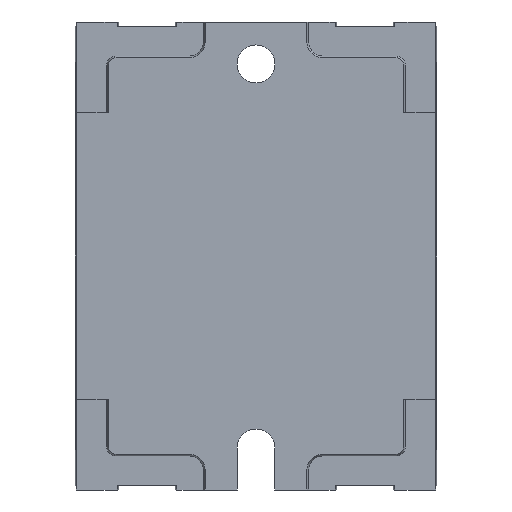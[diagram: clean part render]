
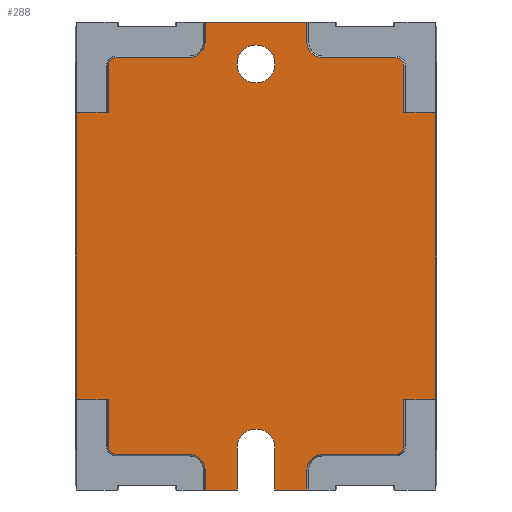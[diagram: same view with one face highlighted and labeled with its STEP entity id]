
A CAD part, left-side view. The second image highlights one B-rep face of the part: STEP entity #288.
In plain terms, the highlighted planar face has unit normal (-1, 0, 0).
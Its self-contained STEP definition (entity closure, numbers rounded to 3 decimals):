
#288=ADVANCED_FACE('',(#745,#746),#531,.T.);
#531=PLANE('',#4927);
#745=FACE_BOUND('',#832,.T.);
#746=FACE_BOUND('',#833,.T.);
#832=EDGE_LOOP('',(#2441,#2442,#2443,#2444,#2445,#2446,#2447,#2448,#2449,
#2450,#2451,#2452,#2453,#2454,#2455,#2456,#2457,#2458,#2459,#2460,#2461,
#2462,#2463,#2464,#2465,#2466,#2467,#2468,#2469,#2470,#2471,#2472));
#833=EDGE_LOOP('',(#2473));
#1110=LINE('',#6458,#1748);
#1143=LINE('',#6531,#1781);
#1151=LINE('',#6547,#1789);
#1152=LINE('',#6549,#1790);
#1155=LINE('',#6555,#1793);
#1156=LINE('',#6560,#1794);
#1157=LINE('',#6564,#1795);
#1158=LINE('',#6566,#1796);
#1159=LINE('',#6568,#1797);
#1160=LINE('',#6572,#1798);
#1161=LINE('',#6574,#1799);
#1162=LINE('',#6576,#1800);
#1163=LINE('',#6580,#1801);
#1164=LINE('',#6583,#1802);
#1165=LINE('',#6586,#1803);
#1166=LINE('',#6590,#1804);
#1167=LINE('',#6592,#1805);
#1168=LINE('',#6594,#1806);
#1169=LINE('',#6598,#1807);
#1170=LINE('',#6602,#1808);
#1171=LINE('',#6604,#1809);
#1172=LINE('',#6606,#1810);
#1173=LINE('',#6608,#1811);
#1748=VECTOR('',#5220,1.);
#1781=VECTOR('',#5267,1.);
#1789=VECTOR('',#5277,1.);
#1790=VECTOR('',#5280,1.);
#1793=VECTOR('',#5285,1.);
#1794=VECTOR('',#5288,1.);
#1795=VECTOR('',#5291,1.);
#1796=VECTOR('',#5292,1.);
#1797=VECTOR('',#5293,1.);
#1798=VECTOR('',#5296,1.);
#1799=VECTOR('',#5297,1.);
#1800=VECTOR('',#5298,1.);
#1801=VECTOR('',#5301,1.);
#1802=VECTOR('',#5304,1.);
#1803=VECTOR('',#5307,1.);
#1804=VECTOR('',#5310,1.);
#1805=VECTOR('',#5311,1.);
#1806=VECTOR('',#5312,1.);
#1807=VECTOR('',#5315,1.);
#1808=VECTOR('',#5318,1.);
#1809=VECTOR('',#5319,1.);
#1810=VECTOR('',#5320,1.);
#1811=VECTOR('',#5321,1.);
#2441=ORIENTED_EDGE('',*,*,#4214,.F.);
#2442=ORIENTED_EDGE('',*,*,#4215,.F.);
#2443=ORIENTED_EDGE('',*,*,#4216,.F.);
#2444=ORIENTED_EDGE('',*,*,#4217,.F.);
#2445=ORIENTED_EDGE('',*,*,#4218,.F.);
#2446=ORIENTED_EDGE('',*,*,#4219,.T.);
#2447=ORIENTED_EDGE('',*,*,#4220,.T.);
#2448=ORIENTED_EDGE('',*,*,#4221,.T.);
#2449=ORIENTED_EDGE('',*,*,#4222,.T.);
#2450=ORIENTED_EDGE('',*,*,#4223,.T.);
#2451=ORIENTED_EDGE('',*,*,#4224,.F.);
#2452=ORIENTED_EDGE('',*,*,#4225,.F.);
#2453=ORIENTED_EDGE('',*,*,#4226,.F.);
#2454=ORIENTED_EDGE('',*,*,#4227,.F.);
#2455=ORIENTED_EDGE('',*,*,#4211,.F.);
#2456=ORIENTED_EDGE('',*,*,#4168,.T.);
#2457=ORIENTED_EDGE('',*,*,#4202,.T.);
#2458=ORIENTED_EDGE('',*,*,#4228,.F.);
#2459=ORIENTED_EDGE('',*,*,#4210,.F.);
#2460=ORIENTED_EDGE('',*,*,#4229,.F.);
#2461=ORIENTED_EDGE('',*,*,#4230,.F.);
#2462=ORIENTED_EDGE('',*,*,#4231,.F.);
#2463=ORIENTED_EDGE('',*,*,#4232,.F.);
#2464=ORIENTED_EDGE('',*,*,#4233,.T.);
#2465=ORIENTED_EDGE('',*,*,#4234,.F.);
#2466=ORIENTED_EDGE('',*,*,#4235,.F.);
#2467=ORIENTED_EDGE('',*,*,#4236,.F.);
#2468=ORIENTED_EDGE('',*,*,#4237,.F.);
#2469=ORIENTED_EDGE('',*,*,#4238,.F.);
#2470=ORIENTED_EDGE('',*,*,#4239,.F.);
#2471=ORIENTED_EDGE('',*,*,#4240,.T.);
#2472=ORIENTED_EDGE('',*,*,#4241,.T.);
#2473=ORIENTED_EDGE('',*,*,#4242,.T.);
#3708=VERTEX_POINT('',#6457);
#3709=VERTEX_POINT('',#6459);
#3741=VERTEX_POINT('',#6530);
#3745=VERTEX_POINT('',#6541);
#3748=VERTEX_POINT('',#6546);
#3749=VERTEX_POINT('',#6550);
#3751=VERTEX_POINT('',#6556);
#3752=VERTEX_POINT('',#6557);
#3753=VERTEX_POINT('',#6559);
#3754=VERTEX_POINT('',#6561);
#3755=VERTEX_POINT('',#6563);
#3756=VERTEX_POINT('',#6565);
#3757=VERTEX_POINT('',#6567);
#3758=VERTEX_POINT('',#6569);
#3759=VERTEX_POINT('',#6571);
#3760=VERTEX_POINT('',#6573);
#3761=VERTEX_POINT('',#6575);
#3762=VERTEX_POINT('',#6577);
#3763=VERTEX_POINT('',#6579);
#3764=VERTEX_POINT('',#6581);
#3765=VERTEX_POINT('',#6585);
#3766=VERTEX_POINT('',#6587);
#3767=VERTEX_POINT('',#6589);
#3768=VERTEX_POINT('',#6591);
#3769=VERTEX_POINT('',#6593);
#3770=VERTEX_POINT('',#6595);
#3771=VERTEX_POINT('',#6597);
#3772=VERTEX_POINT('',#6599);
#3773=VERTEX_POINT('',#6601);
#3774=VERTEX_POINT('',#6603);
#3775=VERTEX_POINT('',#6605);
#3776=VERTEX_POINT('',#6607);
#3777=VERTEX_POINT('',#6610);
#4168=EDGE_CURVE('',#3709,#3708,#1110,.T.);
#4202=EDGE_CURVE('',#3708,#3741,#1143,.T.);
#4210=EDGE_CURVE('',#3748,#3745,#1151,.T.);
#4211=EDGE_CURVE('',#3709,#3749,#1152,.T.);
#4214=EDGE_CURVE('',#3751,#3752,#1155,.T.);
#4215=EDGE_CURVE('',#3753,#3751,#4855,.T.);
#4216=EDGE_CURVE('',#3754,#3753,#1156,.T.);
#4217=EDGE_CURVE('',#3755,#3754,#4856,.T.);
#4218=EDGE_CURVE('',#3756,#3755,#1157,.T.);
#4219=EDGE_CURVE('',#3756,#3757,#1158,.T.);
#4220=EDGE_CURVE('',#3757,#3758,#1159,.T.);
#4221=EDGE_CURVE('',#3758,#3759,#4857,.T.);
#4222=EDGE_CURVE('',#3759,#3760,#1160,.T.);
#4223=EDGE_CURVE('',#3760,#3761,#1161,.T.);
#4224=EDGE_CURVE('',#3762,#3761,#1162,.T.);
#4225=EDGE_CURVE('',#3763,#3762,#4858,.T.);
#4226=EDGE_CURVE('',#3764,#3763,#1163,.T.);
#4227=EDGE_CURVE('',#3749,#3764,#4859,.T.);
#4228=EDGE_CURVE('',#3745,#3741,#1164,.T.);
#4229=EDGE_CURVE('',#3765,#3748,#4860,.T.);
#4230=EDGE_CURVE('',#3766,#3765,#1165,.T.);
#4231=EDGE_CURVE('',#3767,#3766,#4861,.T.);
#4232=EDGE_CURVE('',#3768,#3767,#1166,.T.);
#4233=EDGE_CURVE('',#3768,#3769,#1167,.T.);
#4234=EDGE_CURVE('',#3770,#3769,#1168,.T.);
#4235=EDGE_CURVE('',#3771,#3770,#4862,.T.);
#4236=EDGE_CURVE('',#3772,#3771,#1169,.T.);
#4237=EDGE_CURVE('',#3773,#3772,#4863,.T.);
#4238=EDGE_CURVE('',#3774,#3773,#1170,.T.);
#4239=EDGE_CURVE('',#3775,#3774,#1171,.T.);
#4240=EDGE_CURVE('',#3775,#3776,#1172,.T.);
#4241=EDGE_CURVE('',#3776,#3752,#1173,.T.);
#4242=EDGE_CURVE('',#3777,#3777,#4864,.T.);
#4855=CIRCLE('',#4917,0.948);
#4856=CIRCLE('',#4918,2.);
#4857=CIRCLE('',#4919,2.35);
#4858=CIRCLE('',#4920,2.);
#4859=CIRCLE('',#4921,0.948);
#4860=CIRCLE('',#4922,0.948);
#4861=CIRCLE('',#4923,2.);
#4862=CIRCLE('',#4924,2.);
#4863=CIRCLE('',#4925,0.948);
#4864=CIRCLE('',#4926,2.35);
#4917=AXIS2_PLACEMENT_3D('',#6558,#5286,#5287);
#4918=AXIS2_PLACEMENT_3D('',#6562,#5289,#5290);
#4919=AXIS2_PLACEMENT_3D('',#6570,#5294,#5295);
#4920=AXIS2_PLACEMENT_3D('',#6578,#5299,#5300);
#4921=AXIS2_PLACEMENT_3D('',#6582,#5302,#5303);
#4922=AXIS2_PLACEMENT_3D('',#6584,#5305,#5306);
#4923=AXIS2_PLACEMENT_3D('',#6588,#5308,#5309);
#4924=AXIS2_PLACEMENT_3D('',#6596,#5313,#5314);
#4925=AXIS2_PLACEMENT_3D('',#6600,#5316,#5317);
#4926=AXIS2_PLACEMENT_3D('',#6609,#5322,#5323);
#4927=AXIS2_PLACEMENT_3D('',#6611,#5324,#5325);
#5220=DIRECTION('',(0.,-1.,0.));
#5267=DIRECTION('',(0.,0.,1.));
#5277=DIRECTION('',(0.,0.,-1.));
#5280=DIRECTION('',(0.,0.,-1.));
#5285=DIRECTION('',(0.,0.,1.));
#5286=DIRECTION('',(1.,0.,0.));
#5287=DIRECTION('',(0.,1.,0.));
#5288=DIRECTION('',(0.,1.,0.));
#5289=DIRECTION('',(-1.,0.,0.));
#5290=DIRECTION('',(0.,1.,0.));
#5291=DIRECTION('',(0.,0.,1.));
#5292=DIRECTION('',(0.,-1.,0.));
#5293=DIRECTION('',(0.,0.,1.));
#5294=DIRECTION('',(1.,0.,0.));
#5295=DIRECTION('',(0.,0.,1.));
#5296=DIRECTION('',(0.,0.,-1.));
#5297=DIRECTION('',(0.,-1.,0.));
#5298=DIRECTION('',(0.,0.,-1.));
#5299=DIRECTION('',(-1.,0.,0.));
#5300=DIRECTION('',(0.,0.,-1.));
#5301=DIRECTION('',(0.,1.,0.));
#5302=DIRECTION('',(1.,0.,0.));
#5303=DIRECTION('',(0.,0.,-1.));
#5304=DIRECTION('',(0.,-1.,0.));
#5305=DIRECTION('',(1.,0.,0.));
#5306=DIRECTION('',(0.,-1.,0.));
#5307=DIRECTION('',(0.,-1.,0.));
#5308=DIRECTION('',(-1.,0.,0.));
#5309=DIRECTION('',(0.,-1.,0.));
#5310=DIRECTION('',(0.,0.,-1.));
#5311=DIRECTION('',(0.,1.,0.));
#5312=DIRECTION('',(0.,0.,1.));
#5313=DIRECTION('',(-1.,0.,0.));
#5314=DIRECTION('',(0.,0.,1.));
#5315=DIRECTION('',(0.,-1.,0.));
#5316=DIRECTION('',(1.,0.,0.));
#5317=DIRECTION('',(0.,0.,1.));
#5318=DIRECTION('',(0.,0.,1.));
#5319=DIRECTION('',(0.,-1.,0.));
#5320=DIRECTION('',(0.,0.,-1.));
#5321=DIRECTION('',(0.,-1.,0.));
#5322=DIRECTION('',(1.,0.,0.));
#5323=DIRECTION('',(0.,0.,1.));
#5324=DIRECTION('',(-1.,0.,0.));
#5325=DIRECTION('',(0.,0.,-1.));
#6457=CARTESIAN_POINT('',(0.,-22.254,-17.8));
#6458=CARTESIAN_POINT('',(0.,-18.298,-17.8));
#6459=CARTESIAN_POINT('',(0.,-18.298,-17.8));
#6530=CARTESIAN_POINT('',(0.,-22.254,17.8));
#6531=CARTESIAN_POINT('',(0.,-22.254,-17.8));
#6541=CARTESIAN_POINT('',(0.,-18.298,17.8));
#6546=CARTESIAN_POINT('',(0.,-18.298,23.625));
#6547=CARTESIAN_POINT('',(0.,-18.298,23.625));
#6549=CARTESIAN_POINT('',(0.,-18.298,-17.8));
#6550=CARTESIAN_POINT('',(0.,-18.298,-23.625));
#6555=CARTESIAN_POINT('',(0.,18.298,-23.625));
#6556=CARTESIAN_POINT('',(0.,18.298,-23.625));
#6557=CARTESIAN_POINT('',(0.,18.298,-17.8));
#6558=CARTESIAN_POINT('',(0.,17.35,-23.625));
#6559=CARTESIAN_POINT('',(0.,17.35,-24.573));
#6560=CARTESIAN_POINT('',(0.,8.298,-24.573));
#6561=CARTESIAN_POINT('',(0.,8.298,-24.573));
#6562=CARTESIAN_POINT('',(0.,8.298,-26.573));
#6563=CARTESIAN_POINT('',(0.,6.298,-26.573));
#6564=CARTESIAN_POINT('',(0.,6.298,-29.));
#6565=CARTESIAN_POINT('',(0.,6.298,-29.));
#6566=CARTESIAN_POINT('',(0.,6.298,-29.));
#6567=CARTESIAN_POINT('',(0.,2.35,-29.));
#6568=CARTESIAN_POINT('',(0.,2.35,-29.));
#6569=CARTESIAN_POINT('',(0.,2.35,-23.8));
#6570=CARTESIAN_POINT('',(0.,0.,-23.8));
#6571=CARTESIAN_POINT('',(0.,-2.35,-23.8));
#6572=CARTESIAN_POINT('',(0.,-2.35,-23.8));
#6573=CARTESIAN_POINT('',(0.,-2.35,-29.));
#6574=CARTESIAN_POINT('',(0.,-2.35,-29.));
#6575=CARTESIAN_POINT('',(0.,-6.298,-29.));
#6576=CARTESIAN_POINT('',(0.,-6.298,-26.573));
#6577=CARTESIAN_POINT('',(0.,-6.298,-26.573));
#6578=CARTESIAN_POINT('',(0.,-8.298,-26.573));
#6579=CARTESIAN_POINT('',(0.,-8.298,-24.573));
#6580=CARTESIAN_POINT('',(0.,-17.35,-24.573));
#6581=CARTESIAN_POINT('',(0.,-17.35,-24.573));
#6582=CARTESIAN_POINT('',(0.,-17.35,-23.625));
#6583=CARTESIAN_POINT('',(0.,-18.298,17.8));
#6584=CARTESIAN_POINT('',(0.,-17.35,23.625));
#6585=CARTESIAN_POINT('',(0.,-17.35,24.573));
#6586=CARTESIAN_POINT('',(0.,-8.298,24.573));
#6587=CARTESIAN_POINT('',(0.,-8.298,24.573));
#6588=CARTESIAN_POINT('',(0.,-8.298,26.573));
#6589=CARTESIAN_POINT('',(0.,-6.298,26.573));
#6590=CARTESIAN_POINT('',(0.,-6.298,29.));
#6591=CARTESIAN_POINT('',(0.,-6.298,29.));
#6592=CARTESIAN_POINT('',(0.,-6.298,29.));
#6593=CARTESIAN_POINT('',(0.,6.298,29.));
#6594=CARTESIAN_POINT('',(0.,6.298,26.573));
#6595=CARTESIAN_POINT('',(0.,6.298,26.573));
#6596=CARTESIAN_POINT('',(0.,8.298,26.573));
#6597=CARTESIAN_POINT('',(0.,8.298,24.573));
#6598=CARTESIAN_POINT('',(0.,17.35,24.573));
#6599=CARTESIAN_POINT('',(0.,17.35,24.573));
#6600=CARTESIAN_POINT('',(0.,17.35,23.625));
#6601=CARTESIAN_POINT('',(0.,18.298,23.625));
#6602=CARTESIAN_POINT('',(0.,18.298,17.8));
#6603=CARTESIAN_POINT('',(0.,18.298,17.8));
#6604=CARTESIAN_POINT('',(0.,22.254,17.8));
#6605=CARTESIAN_POINT('',(0.,22.254,17.8));
#6606=CARTESIAN_POINT('',(0.,22.254,17.8));
#6607=CARTESIAN_POINT('',(0.,22.254,-17.8));
#6608=CARTESIAN_POINT('',(0.,22.254,-17.8));
#6609=CARTESIAN_POINT('',(0.,0.,23.8));
#6610=CARTESIAN_POINT('',(0.,0.,21.45));
#6611=CARTESIAN_POINT('',(0.,0.,0.));
